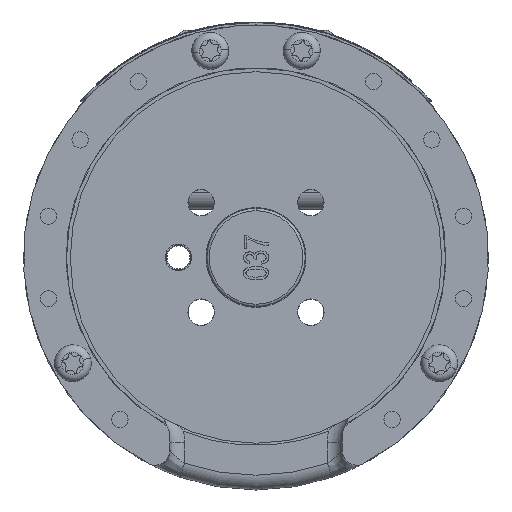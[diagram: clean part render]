
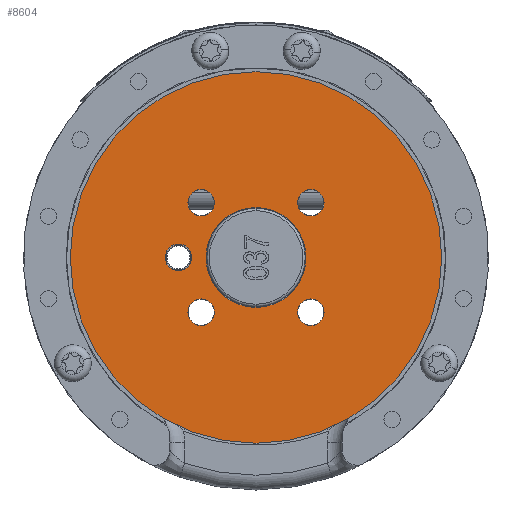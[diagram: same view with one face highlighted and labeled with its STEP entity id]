
A CAD part, front view. The second image highlights one B-rep face of the part: STEP entity #8604.
In plain terms, the highlighted planar face has unit normal (0, -1, 0).
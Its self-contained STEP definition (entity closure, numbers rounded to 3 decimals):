
#293 = DIRECTION ( 'NONE',  ( 0., -1., 0. ) ) ;
#627 = CARTESIAN_POINT ( 'NONE',  ( 11.137, 4., 8.437 ) ) ;
#815 = EDGE_LOOP ( 'NONE', ( #16574, #16094 ) ) ;
#1649 = DIRECTION ( 'NONE',  ( 0., 0., 1. ) ) ;
#1838 = EDGE_CURVE ( 'NONE', #24753, #29585, #26416, .T. ) ;
#2314 = EDGE_CURVE ( 'NONE', #30101, #10605, #18437, .T. ) ;
#2480 = DIRECTION ( 'NONE',  ( 0., 0., 1. ) ) ;
#2580 = EDGE_CURVE ( 'NONE', #9943, #7704, #11259, .T. ) ;
#2819 = EDGE_CURVE ( 'NONE', #10799, #12020, #12410, .T. ) ;
#3211 = CARTESIAN_POINT ( 'NONE',  ( 11.137, 4., 11.137 ) ) ;
#3580 = CIRCLE ( 'NONE', #5917, 10.15 ) ;
#3843 = CARTESIAN_POINT ( 'NONE',  ( -11.137, 4., 11.137 ) ) ;
#4631 = DIRECTION ( 'NONE',  ( 0., -1., 0. ) ) ;
#4766 = VERTEX_POINT ( 'NONE', #31300 ) ;
#5206 = CARTESIAN_POINT ( 'NONE',  ( 11.137, 4., -13.837 ) ) ;
#5414 = FACE_OUTER_BOUND ( 'NONE', #27013, .T. ) ;
#5773 = DIRECTION ( 'NONE',  ( 0., 0., 1. ) ) ;
#5917 = AXIS2_PLACEMENT_3D ( 'NONE', #32104, #16906, #1649 ) ;
#6265 = DIRECTION ( 'NONE',  ( 0., -1., 0. ) ) ;
#6397 = DIRECTION ( 'NONE',  ( 0., 0., 1. ) ) ;
#7190 = CARTESIAN_POINT ( 'NONE',  ( 11.137, 4., 13.837 ) ) ;
#7216 = CARTESIAN_POINT ( 'NONE',  ( -11.137, 4., 13.837 ) ) ;
#7276 = CARTESIAN_POINT ( 'NONE',  ( 11.137, 4., 11.137 ) ) ;
#7458 = AXIS2_PLACEMENT_3D ( 'NONE', #3843, #21637, #6397 ) ;
#7615 = DIRECTION ( 'NONE',  ( 0., -1., 0. ) ) ;
#7704 = VERTEX_POINT ( 'NONE', #7216 ) ;
#8282 = AXIS2_PLACEMENT_3D ( 'NONE', #26788, #11545, #29347 ) ;
#8298 = CIRCLE ( 'NONE', #8282, 2.7 ) ;
#8315 = CARTESIAN_POINT ( 'NONE',  ( 0., 4., 0. ) ) ;
#8482 = CARTESIAN_POINT ( 'NONE',  ( -15.75, 4., 0. ) ) ;
#8604 = ADVANCED_FACE ( 'NONE', ( #25730, #12973, #18957, #32446, #12179, #5414, #31673 ), #32473, .T. ) ;
#9438 = AXIS2_PLACEMENT_3D ( 'NONE', #7276, #25114, #9844 ) ;
#9494 = ORIENTED_EDGE ( 'NONE', *, *, #17071, .F. ) ;
#9532 = EDGE_CURVE ( 'NONE', #29585, #24753, #32001, .T. ) ;
#9550 = AXIS2_PLACEMENT_3D ( 'NONE', #29078, #13814, #31588 ) ;
#9810 = DIRECTION ( 'NONE',  ( 0., 0., 1. ) ) ;
#9844 = DIRECTION ( 'NONE',  ( 0., 0., 1. ) ) ;
#9880 = VERTEX_POINT ( 'NONE', #28108 ) ;
#9943 = VERTEX_POINT ( 'NONE', #15981 ) ;
#10260 = DIRECTION ( 'NONE',  ( 0., -1., 0. ) ) ;
#10279 = AXIS2_PLACEMENT_3D ( 'NONE', #8482, #26307, #11061 ) ;
#10605 = VERTEX_POINT ( 'NONE', #27474 ) ;
#10739 = VERTEX_POINT ( 'NONE', #5206 ) ;
#10799 = VERTEX_POINT ( 'NONE', #627 ) ;
#10890 = DIRECTION ( 'NONE',  ( 0., 0., 1. ) ) ;
#11061 = DIRECTION ( 'NONE',  ( 0., 0., 1. ) ) ;
#11259 = CIRCLE ( 'NONE', #27847, 2.7 ) ;
#11333 = CARTESIAN_POINT ( 'NONE',  ( -15.75, 4., -2.7 ) ) ;
#11466 = ORIENTED_EDGE ( 'NONE', *, *, #17609, .F. ) ;
#11537 = ORIENTED_EDGE ( 'NONE', *, *, #22303, .F. ) ;
#11545 = DIRECTION ( 'NONE',  ( 0., -1., 0. ) ) ;
#11673 = ORIENTED_EDGE ( 'NONE', *, *, #2580, .F. ) ;
#11837 = AXIS2_PLACEMENT_3D ( 'NONE', #3211, #21007, #5773 ) ;
#12020 = VERTEX_POINT ( 'NONE', #7190 ) ;
#12179 = FACE_BOUND ( 'NONE', #12727, .T. ) ;
#12410 = CIRCLE ( 'NONE', #11837, 2.7 ) ;
#12727 = EDGE_LOOP ( 'NONE', ( #22855, #28568 ) ) ;
#12763 = CIRCLE ( 'NONE', #31671, 2.7 ) ;
#12973 = FACE_BOUND ( 'NONE', #32859, .T. ) ;
#13370 = AXIS2_PLACEMENT_3D ( 'NONE', #22865, #7615, #25432 ) ;
#13756 = AXIS2_PLACEMENT_3D ( 'NONE', #25519, #10260, #28078 ) ;
#13767 = ORIENTED_EDGE ( 'NONE', *, *, #2819, .F. ) ;
#13814 = DIRECTION ( 'NONE',  ( 0., -1., 0. ) ) ;
#14169 = EDGE_CURVE ( 'NONE', #10739, #20553, #12763, .T. ) ;
#14645 = CARTESIAN_POINT ( 'NONE',  ( 0., 4., 37.75 ) ) ;
#14911 = EDGE_CURVE ( 'NONE', #10605, #30101, #3580, .T. ) ;
#15569 = CARTESIAN_POINT ( 'NONE',  ( 0., 4., 0. ) ) ;
#15780 = CIRCLE ( 'NONE', #7458, 2.7 ) ;
#15847 = CIRCLE ( 'NONE', #26437, 2.7 ) ;
#15981 = CARTESIAN_POINT ( 'NONE',  ( -11.137, 4., 8.437 ) ) ;
#16081 = CARTESIAN_POINT ( 'NONE',  ( -15.75, 4., 2.7 ) ) ;
#16094 = ORIENTED_EDGE ( 'NONE', *, *, #2314, .F. ) ;
#16487 = EDGE_CURVE ( 'NONE', #17017, #17541, #25459, .T. ) ;
#16574 = ORIENTED_EDGE ( 'NONE', *, *, #14911, .F. ) ;
#16906 = DIRECTION ( 'NONE',  ( 0., -1., 0. ) ) ;
#17017 = VERTEX_POINT ( 'NONE', #11333 ) ;
#17071 = EDGE_CURVE ( 'NONE', #9880, #4766, #8298, .T. ) ;
#17396 = CARTESIAN_POINT ( 'NONE',  ( 0., 4., 0. ) ) ;
#17541 = VERTEX_POINT ( 'NONE', #16081 ) ;
#17609 = EDGE_CURVE ( 'NONE', #20553, #10739, #15847, .T. ) ;
#17740 = DIRECTION ( 'NONE',  ( 0., -1., 0. ) ) ;
#18140 = DIRECTION ( 'NONE',  ( 0., 0., 1. ) ) ;
#18437 = CIRCLE ( 'NONE', #25069, 10.15 ) ;
#18957 = FACE_BOUND ( 'NONE', #31777, .T. ) ;
#19485 = ORIENTED_EDGE ( 'NONE', *, *, #9532, .T. ) ;
#19637 = AXIS2_PLACEMENT_3D ( 'NONE', #17396, #25071, #9810 ) ;
#19863 = CARTESIAN_POINT ( 'NONE',  ( -11.137, 4., 11.137 ) ) ;
#20079 = AXIS2_PLACEMENT_3D ( 'NONE', #8315, #26138, #10890 ) ;
#20553 = VERTEX_POINT ( 'NONE', #32873 ) ;
#21007 = DIRECTION ( 'NONE',  ( 0., -1., 0. ) ) ;
#21165 = EDGE_CURVE ( 'NONE', #17541, #17017, #21237, .T. ) ;
#21237 = CIRCLE ( 'NONE', #10279, 2.7 ) ;
#21516 = CARTESIAN_POINT ( 'NONE',  ( 11.137, 4., -11.137 ) ) ;
#21637 = DIRECTION ( 'NONE',  ( 0., -1., 0. ) ) ;
#22303 = EDGE_CURVE ( 'NONE', #12020, #10799, #23637, .T. ) ;
#22426 = DIRECTION ( 'NONE',  ( 0., 0., 1. ) ) ;
#22855 = ORIENTED_EDGE ( 'NONE', *, *, #16487, .F. ) ;
#22865 = CARTESIAN_POINT ( 'NONE',  ( -11.137, 4., -11.137 ) ) ;
#23310 = CARTESIAN_POINT ( 'NONE',  ( 0., 4., 10.15 ) ) ;
#23637 = CIRCLE ( 'NONE', #9438, 2.7 ) ;
#24099 = DIRECTION ( 'NONE',  ( 0., 0., 1. ) ) ;
#24753 = VERTEX_POINT ( 'NONE', #14645 ) ;
#24821 = EDGE_CURVE ( 'NONE', #4766, #9880, #29114, .T. ) ;
#25069 = AXIS2_PLACEMENT_3D ( 'NONE', #15569, #293, #18140 ) ;
#25071 = DIRECTION ( 'NONE',  ( 0., -1., 0. ) ) ;
#25114 = DIRECTION ( 'NONE',  ( 0., -1., 0. ) ) ;
#25144 = EDGE_LOOP ( 'NONE', ( #9494, #28600 ) ) ;
#25432 = DIRECTION ( 'NONE',  ( 0., 0., 1. ) ) ;
#25459 = CIRCLE ( 'NONE', #9550, 2.7 ) ;
#25519 = CARTESIAN_POINT ( 'NONE',  ( 0., 4., 0. ) ) ;
#25730 = FACE_BOUND ( 'NONE', #25144, .T. ) ;
#26138 = DIRECTION ( 'NONE',  ( 0., -1., 0. ) ) ;
#26307 = DIRECTION ( 'NONE',  ( 0., -1., 0. ) ) ;
#26416 = CIRCLE ( 'NONE', #13756, 37.75 ) ;
#26437 = AXIS2_PLACEMENT_3D ( 'NONE', #21516, #6265, #24099 ) ;
#26701 = EDGE_LOOP ( 'NONE', ( #11673, #26753 ) ) ;
#26753 = ORIENTED_EDGE ( 'NONE', *, *, #28398, .F. ) ;
#26788 = CARTESIAN_POINT ( 'NONE',  ( -11.137, 4., -11.137 ) ) ;
#27013 = EDGE_LOOP ( 'NONE', ( #19485, #27649 ) ) ;
#27474 = CARTESIAN_POINT ( 'NONE',  ( 0., 4., -10.15 ) ) ;
#27649 = ORIENTED_EDGE ( 'NONE', *, *, #1838, .T. ) ;
#27847 = AXIS2_PLACEMENT_3D ( 'NONE', #19863, #4631, #22426 ) ;
#28078 = DIRECTION ( 'NONE',  ( 0., 0., 1. ) ) ;
#28108 = CARTESIAN_POINT ( 'NONE',  ( -11.137, 4., -13.837 ) ) ;
#28398 = EDGE_CURVE ( 'NONE', #7704, #9943, #15780, .T. ) ;
#28568 = ORIENTED_EDGE ( 'NONE', *, *, #21165, .F. ) ;
#28600 = ORIENTED_EDGE ( 'NONE', *, *, #24821, .F. ) ;
#29078 = CARTESIAN_POINT ( 'NONE',  ( -15.75, 4., 0. ) ) ;
#29114 = CIRCLE ( 'NONE', #13370, 2.7 ) ;
#29151 = ORIENTED_EDGE ( 'NONE', *, *, #14169, .F. ) ;
#29347 = DIRECTION ( 'NONE',  ( 0., 0., 1. ) ) ;
#29585 = VERTEX_POINT ( 'NONE', #30580 ) ;
#30101 = VERTEX_POINT ( 'NONE', #23310 ) ;
#30580 = CARTESIAN_POINT ( 'NONE',  ( 0., 4., -37.75 ) ) ;
#31300 = CARTESIAN_POINT ( 'NONE',  ( -11.137, 4., -8.437 ) ) ;
#31588 = DIRECTION ( 'NONE',  ( 0., 0., 1. ) ) ;
#31671 = AXIS2_PLACEMENT_3D ( 'NONE', #32933, #17740, #2480 ) ;
#31673 = FACE_BOUND ( 'NONE', #815, .T. ) ;
#31777 = EDGE_LOOP ( 'NONE', ( #13767, #11537 ) ) ;
#32001 = CIRCLE ( 'NONE', #20079, 37.75 ) ;
#32104 = CARTESIAN_POINT ( 'NONE',  ( 0., 4., 0. ) ) ;
#32446 = FACE_BOUND ( 'NONE', #26701, .T. ) ;
#32473 = PLANE ( 'NONE',  #19637 ) ;
#32859 = EDGE_LOOP ( 'NONE', ( #29151, #11466 ) ) ;
#32873 = CARTESIAN_POINT ( 'NONE',  ( 11.137, 4., -8.437 ) ) ;
#32933 = CARTESIAN_POINT ( 'NONE',  ( 11.137, 4., -11.137 ) ) ;
